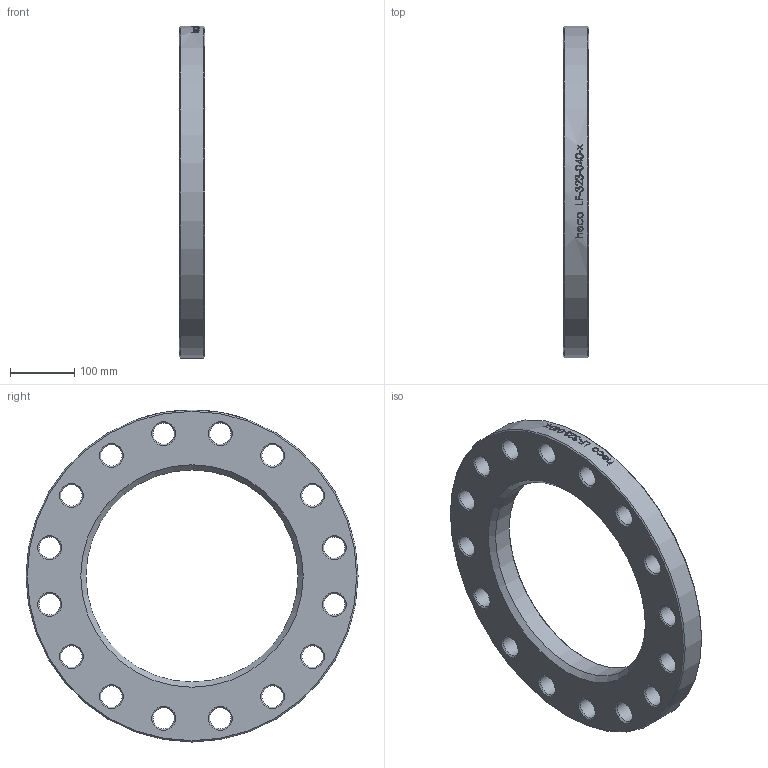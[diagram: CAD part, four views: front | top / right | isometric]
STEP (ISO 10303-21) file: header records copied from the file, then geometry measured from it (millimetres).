
FILE_DESCRIPTION (( 'STEP AP214' ), '1' );
FILE_NAME ('LF-323-040-x Loser Flansch PN40 2101.STEP', '2021-01-28T13:31:46', ( '' ), ( '' ), 'SwSTEP 2.0', 'SolidWorks 2019', '' );
FILE_SCHEMA (( 'AUTOMOTIVE_DESIGN' ));
Length unit declared in the file: millimetre
Products named in the file (1): LF-323-040-x Loser Flansch PN40 2101
Bounding box: 40 x 515 x 515 mm (x, y, z)
Volume: 4334034.3 mm3; surface area: 378127.4 mm2
Topology: 1 solids, 1 shells, 77 faces, 312 edges, 257 vertices
Faces by surface type: cylinder 39, cone 36, plane 2
Full cylindrical faces by diameter (mm): 33 x16, 329 x1, 515 x1
Entity records: 7505 total; most frequent: CARTESIAN_POINT 4968, ORIENTED_EDGE 474, DIRECTION 399, EDGE_CURVE 237, VERTEX_POINT 237, EDGE_LOOP 186, AXIS2_PLACEMENT_3D 186, CIRCLE 108
